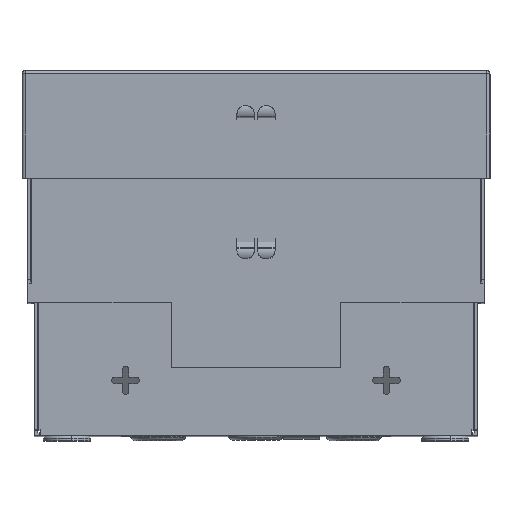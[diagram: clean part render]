
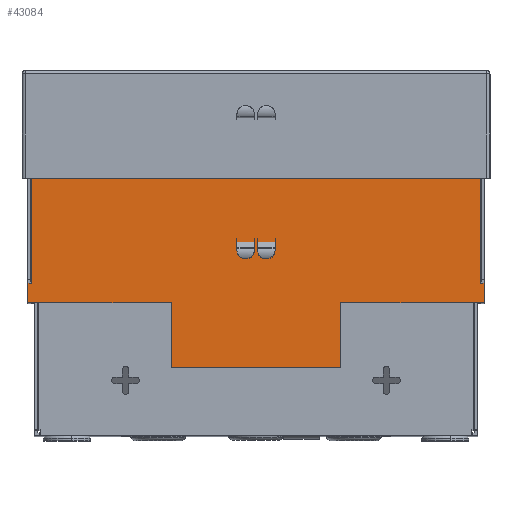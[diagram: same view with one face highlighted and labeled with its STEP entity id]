
A CAD part, top view. The second image highlights one B-rep face of the part: STEP entity #43084.
In plain terms, the highlighted face is planar.
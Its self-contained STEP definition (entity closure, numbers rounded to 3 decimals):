
#500 = CARTESIAN_POINT ( 'NONE',  ( -26., 70., 45. ) ) ;
#1124 = CARTESIAN_POINT ( 'NONE',  ( 68.8, 70., -23. ) ) ;
#1305 = CARTESIAN_POINT ( 'NONE',  ( -68.17, 70., 45. ) ) ;
#1342 = CARTESIAN_POINT ( 'NONE',  ( 68.8, 70., 1.83 ) ) ;
#1374 = EDGE_CURVE ( 'NONE', #64524, #32423, #65511, .T. ) ;
#1416 = DIRECTION ( 'NONE',  ( 0., 0., -1. ) ) ;
#1533 = CARTESIAN_POINT ( 'NONE',  ( 68.17, 70., 1.6 ) ) ;
#1791 = DIRECTION ( 'NONE',  ( -1., 0., 0. ) ) ;
#3116 = CARTESIAN_POINT ( 'NONE',  ( 70., 70., 39. ) ) ;
#3366 = CARTESIAN_POINT ( 'NONE',  ( 68.17, 70., 1.6 ) ) ;
#3474 = ORIENTED_EDGE ( 'NONE', *, *, #47886, .T. ) ;
#3695 = LINE ( 'NONE', #66896, #15313 ) ;
#3814 = CARTESIAN_POINT ( 'NONE',  ( -68.17, 70., 45. ) ) ;
#4913 = CARTESIAN_POINT ( 'NONE',  ( 68.8, 70., 39. ) ) ;
#5175 = DIRECTION ( 'NONE',  ( -1., 0., 0. ) ) ;
#5616 = CARTESIAN_POINT ( 'NONE',  ( 76.083, 70., 39. ) ) ;
#5914 = VERTEX_POINT ( 'NONE', #1342 ) ;
#6347 = ORIENTED_EDGE ( 'NONE', *, *, #8977, .T. ) ;
#6909 = LINE ( 'NONE', #52326, #57293 ) ;
#6914 = VECTOR ( 'NONE', #53274, 1000. ) ;
#7427 = LINE ( 'NONE', #17709, #18198 ) ;
#7948 = CARTESIAN_POINT ( 'NONE',  ( -70., 70., 45. ) ) ;
#8693 = EDGE_CURVE ( 'NONE', #57469, #10120, #43499, .T. ) ;
#8977 = EDGE_CURVE ( 'NONE', #15715, #51951, #63309, .T. ) ;
#9168 = EDGE_CURVE ( 'NONE', #32423, #49846, #3695, .T. ) ;
#9950 = ORIENTED_EDGE ( 'NONE', *, *, #9168, .T. ) ;
#10120 = VERTEX_POINT ( 'NONE', #38462 ) ;
#10180 = ORIENTED_EDGE ( 'NONE', *, *, #8693, .F. ) ;
#10292 = DIRECTION ( 'NONE',  ( 1., 0., 0. ) ) ;
#10688 = CARTESIAN_POINT ( 'NONE',  ( -70., 70., 45. ) ) ;
#11174 = FACE_OUTER_BOUND ( 'NONE', #38206, .T. ) ;
#13162 = EDGE_CURVE ( 'NONE', #15219, #24944, #20524, .T. ) ;
#13969 = DIRECTION ( 'NONE',  ( -1., 0., 0. ) ) ;
#14427 = DIRECTION ( 'NONE',  ( 0., 0., -1. ) ) ;
#14518 = VERTEX_POINT ( 'NONE', #60215 ) ;
#14957 = ORIENTED_EDGE ( 'NONE', *, *, #1374, .T. ) ;
#15219 = VERTEX_POINT ( 'NONE', #49267 ) ;
#15313 = VECTOR ( 'NONE', #19808, 1000. ) ;
#15715 = VERTEX_POINT ( 'NONE', #3116 ) ;
#15718 = CARTESIAN_POINT ( 'NONE',  ( -70., 70., 45. ) ) ;
#16194 = VECTOR ( 'NONE', #5175, 1000. ) ;
#17709 = CARTESIAN_POINT ( 'NONE',  ( 0., 70., 0. ) ) ;
#17831 = LINE ( 'NONE', #15718, #44265 ) ;
#18198 = VECTOR ( 'NONE', #1791, 1000. ) ;
#18701 = VECTOR ( 'NONE', #13969, 1000. ) ;
#18704 = VECTOR ( 'NONE', #14427, 1000. ) ;
#19808 = DIRECTION ( 'NONE',  ( 0., 0., 1. ) ) ;
#19809 = DIRECTION ( 'NONE',  ( 0., 0., -1. ) ) ;
#20524 = LINE ( 'NONE', #31274, #46112 ) ;
#20685 = ORIENTED_EDGE ( 'NONE', *, *, #39633, .T. ) ;
#20695 = VERTEX_POINT ( 'NONE', #31606 ) ;
#21094 = EDGE_CURVE ( 'NONE', #60282, #61012, #6909, .T. ) ;
#21491 = LINE ( 'NONE', #47300, #38860 ) ;
#23409 = EDGE_CURVE ( 'NONE', #5914, #51951, #47946, .T. ) ;
#23778 = VERTEX_POINT ( 'NONE', #53642 ) ;
#24074 = ORIENTED_EDGE ( 'NONE', *, *, #62923, .T. ) ;
#24328 = CARTESIAN_POINT ( 'NONE',  ( -70., 70., 1.83 ) ) ;
#24944 = VERTEX_POINT ( 'NONE', #3366 ) ;
#25065 = EDGE_CURVE ( 'NONE', #64524, #20695, #45967, .T. ) ;
#25799 = AXIS2_PLACEMENT_3D ( 'NONE', #59770, #32998, #1416 ) ;
#25821 = VECTOR ( 'NONE', #57677, 1000. ) ;
#25876 = ORIENTED_EDGE ( 'NONE', *, *, #57128, .F. ) ;
#25938 = LINE ( 'NONE', #500, #6914 ) ;
#25971 = ORIENTED_EDGE ( 'NONE', *, *, #23409, .F. ) ;
#27186 = ORIENTED_EDGE ( 'NONE', *, *, #62636, .T. ) ;
#28324 = VECTOR ( 'NONE', #49751, 1000. ) ;
#28360 = ORIENTED_EDGE ( 'NONE', *, *, #49978, .F. ) ;
#29360 = VERTEX_POINT ( 'NONE', #56121 ) ;
#30420 = CARTESIAN_POINT ( 'NONE',  ( 26., 70., 45. ) ) ;
#31274 = CARTESIAN_POINT ( 'NONE',  ( 68.17, 70., 45. ) ) ;
#31606 = CARTESIAN_POINT ( 'NONE',  ( -68.17, 70., 1.6 ) ) ;
#31807 = ORIENTED_EDGE ( 'NONE', *, *, #34962, .T. ) ;
#32423 = VERTEX_POINT ( 'NONE', #67514 ) ;
#32998 = DIRECTION ( 'NONE',  ( 0., -1., 0. ) ) ;
#33692 = PLANE ( 'NONE',  #25799 ) ;
#34962 = EDGE_CURVE ( 'NONE', #14518, #29360, #7427, .T. ) ;
#35881 = CARTESIAN_POINT ( 'NONE',  ( 70., 70., 45. ) ) ;
#36170 = DIRECTION ( 'NONE',  ( -1., 0., 0. ) ) ;
#36282 = VECTOR ( 'NONE', #38266, 1000. ) ;
#37331 = ORIENTED_EDGE ( 'NONE', *, *, #37927, .T. ) ;
#37546 = ORIENTED_EDGE ( 'NONE', *, *, #49979, .T. ) ;
#37927 = EDGE_CURVE ( 'NONE', #65463, #61012, #17831, .T. ) ;
#38142 = LINE ( 'NONE', #1305, #66233 ) ;
#38206 = EDGE_LOOP ( 'NONE', ( #10180, #27186, #6347, #25971, #25876, #47887, #37546, #31807, #28360, #43968, #14957, #9950, #46460, #37331, #56884, #20685, #3474, #24074 ) ) ;
#38266 = DIRECTION ( 'NONE',  ( 0., 0., 1. ) ) ;
#38462 = CARTESIAN_POINT ( 'NONE',  ( 26., 70., 45. ) ) ;
#38585 = DIRECTION ( 'NONE',  ( 1., 0., 0. ) ) ;
#38860 = VECTOR ( 'NONE', #10292, 1000. ) ;
#39011 = LINE ( 'NONE', #30420, #43132 ) ;
#39258 = CARTESIAN_POINT ( 'NONE',  ( 70., 70., 1.83 ) ) ;
#39437 = CARTESIAN_POINT ( 'NONE',  ( 26., 70., 65. ) ) ;
#39633 = EDGE_CURVE ( 'NONE', #60282, #23778, #25938, .T. ) ;
#39861 = LINE ( 'NONE', #52159, #25821 ) ;
#40446 = CARTESIAN_POINT ( 'NONE',  ( -76.083, 70., 39. ) ) ;
#42272 = VECTOR ( 'NONE', #48197, 1000. ) ;
#43084 = ADVANCED_FACE ( 'NONE', ( #11174 ), #33692, .F. ) ;
#43132 = VECTOR ( 'NONE', #19809, 1000. ) ;
#43499 = LINE ( 'NONE', #7948, #18701 ) ;
#43968 = ORIENTED_EDGE ( 'NONE', *, *, #25065, .F. ) ;
#44265 = VECTOR ( 'NONE', #62838, 1000. ) ;
#45198 = LINE ( 'NONE', #39258, #47687 ) ;
#45967 = LINE ( 'NONE', #3814, #18704 ) ;
#46112 = VECTOR ( 'NONE', #58249, 1000. ) ;
#46460 = ORIENTED_EDGE ( 'NONE', *, *, #59772, .F. ) ;
#46635 = CARTESIAN_POINT ( 'NONE',  ( -26., 70., 45. ) ) ;
#47086 = CARTESIAN_POINT ( 'NONE',  ( -68.8, 70., 39. ) ) ;
#47300 = CARTESIAN_POINT ( 'NONE',  ( -26., 70., 65. ) ) ;
#47687 = VECTOR ( 'NONE', #38585, 1000. ) ;
#47886 = EDGE_CURVE ( 'NONE', #23778, #66083, #21491, .T. ) ;
#47887 = ORIENTED_EDGE ( 'NONE', *, *, #13162, .T. ) ;
#47946 = LINE ( 'NONE', #1124, #36282 ) ;
#48197 = DIRECTION ( 'NONE',  ( 0., 0., -1. ) ) ;
#49267 = CARTESIAN_POINT ( 'NONE',  ( 68.17, 70., 1.83 ) ) ;
#49751 = DIRECTION ( 'NONE',  ( -1., 0., 0. ) ) ;
#49846 = VERTEX_POINT ( 'NONE', #47086 ) ;
#49978 = EDGE_CURVE ( 'NONE', #20695, #29360, #38142, .T. ) ;
#49979 = EDGE_CURVE ( 'NONE', #24944, #14518, #59587, .T. ) ;
#51951 = VERTEX_POINT ( 'NONE', #4913 ) ;
#52159 = CARTESIAN_POINT ( 'NONE',  ( 70., 70., 39. ) ) ;
#52326 = CARTESIAN_POINT ( 'NONE',  ( -70., 70., 45. ) ) ;
#53274 = DIRECTION ( 'NONE',  ( 0., 0., 1. ) ) ;
#53642 = CARTESIAN_POINT ( 'NONE',  ( -26., 70., 65. ) ) ;
#55817 = LINE ( 'NONE', #40446, #66561 ) ;
#56121 = CARTESIAN_POINT ( 'NONE',  ( -68.17, 70., 0. ) ) ;
#56884 = ORIENTED_EDGE ( 'NONE', *, *, #21094, .F. ) ;
#57128 = EDGE_CURVE ( 'NONE', #15219, #5914, #45198, .T. ) ;
#57293 = VECTOR ( 'NONE', #36170, 1000. ) ;
#57469 = VERTEX_POINT ( 'NONE', #35881 ) ;
#57504 = DIRECTION ( 'NONE',  ( 1., 0., 0. ) ) ;
#57677 = DIRECTION ( 'NONE',  ( 0., 0., -1. ) ) ;
#58249 = DIRECTION ( 'NONE',  ( 0., 0., -1. ) ) ;
#59587 = LINE ( 'NONE', #1533, #42272 ) ;
#59770 = CARTESIAN_POINT ( 'NONE',  ( -70., 70., 45. ) ) ;
#59772 = EDGE_CURVE ( 'NONE', #65463, #49846, #55817, .T. ) ;
#60215 = CARTESIAN_POINT ( 'NONE',  ( 68.17, 70., 0. ) ) ;
#60282 = VERTEX_POINT ( 'NONE', #46635 ) ;
#61012 = VERTEX_POINT ( 'NONE', #10688 ) ;
#62636 = EDGE_CURVE ( 'NONE', #57469, #15715, #39861, .T. ) ;
#62838 = DIRECTION ( 'NONE',  ( 0., 0., 1. ) ) ;
#62923 = EDGE_CURVE ( 'NONE', #66083, #10120, #39011, .T. ) ;
#63309 = LINE ( 'NONE', #5616, #16194 ) ;
#64147 = CARTESIAN_POINT ( 'NONE',  ( -68.17, 70., 1.83 ) ) ;
#64524 = VERTEX_POINT ( 'NONE', #64147 ) ;
#64783 = DIRECTION ( 'NONE',  ( 0., 0., -1. ) ) ;
#65463 = VERTEX_POINT ( 'NONE', #65614 ) ;
#65511 = LINE ( 'NONE', #24328, #28324 ) ;
#65614 = CARTESIAN_POINT ( 'NONE',  ( -70., 70., 39. ) ) ;
#66083 = VERTEX_POINT ( 'NONE', #39437 ) ;
#66233 = VECTOR ( 'NONE', #64783, 1000. ) ;
#66561 = VECTOR ( 'NONE', #57504, 1000. ) ;
#66896 = CARTESIAN_POINT ( 'NONE',  ( -68.8, 70., -23. ) ) ;
#67514 = CARTESIAN_POINT ( 'NONE',  ( -68.8, 70., 1.83 ) ) ;
